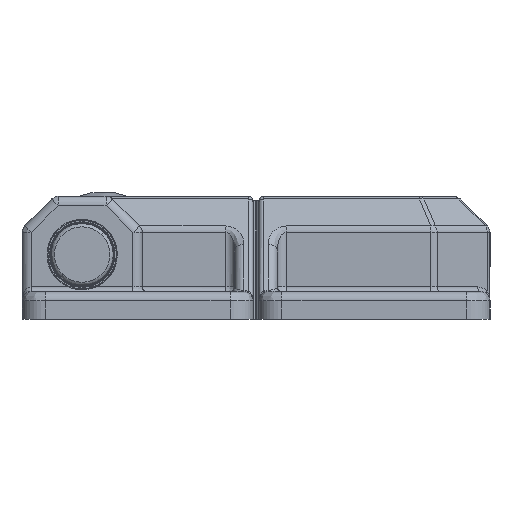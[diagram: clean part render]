
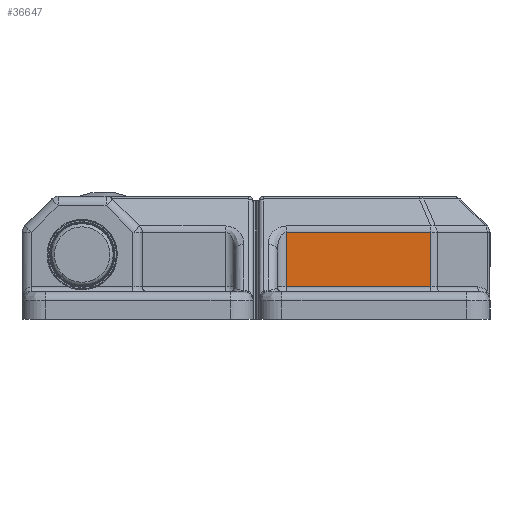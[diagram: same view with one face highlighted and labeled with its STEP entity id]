
A CAD part, left-side view. The second image highlights one B-rep face of the part: STEP entity #36647.
In plain terms, the highlighted face is planar.
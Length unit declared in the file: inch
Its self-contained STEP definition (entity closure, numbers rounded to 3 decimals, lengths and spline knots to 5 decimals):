
#718 = DIRECTION ( 'NONE',  ( 0., 1., 0. ) ) ;
#1690 = EDGE_CURVE ( 'NONE', #8429, #6628, #35832, .T. ) ;
#3568 = DIRECTION ( 'NONE',  ( 0., 0., 1. ) ) ;
#6628 = VERTEX_POINT ( 'NONE', #24770 ) ;
#7889 = DIRECTION ( 'NONE',  ( 0., 1., 0. ) ) ;
#8239 = LINE ( 'NONE', #31988, #24418 ) ;
#8429 = VERTEX_POINT ( 'NONE', #30385 ) ;
#10574 = VECTOR ( 'NONE', #7889, 39.37008 ) ;
#10796 = PLANE ( 'NONE',  #11683 ) ;
#11403 = ORIENTED_EDGE ( 'NONE', *, *, #1690, .F. ) ;
#11683 = AXIS2_PLACEMENT_3D ( 'NONE', #13727, #23926, #17362 ) ;
#12029 = EDGE_CURVE ( 'NONE', #40120, #8429, #25431, .T. ) ;
#13727 = CARTESIAN_POINT ( 'NONE',  ( 3.07087, 0.74803, 0.11811 ) ) ;
#14595 = VERTEX_POINT ( 'NONE', #34971 ) ;
#16305 = CARTESIAN_POINT ( 'NONE',  ( 3.07087, 0.11811, 0.11811 ) ) ;
#17362 = DIRECTION ( 'NONE',  ( 0., 0., 1. ) ) ;
#18657 = ORIENTED_EDGE ( 'NONE', *, *, #22203, .T. ) ;
#21483 = FACE_OUTER_BOUND ( 'NONE', #22430, .T. ) ;
#22203 = EDGE_CURVE ( 'NONE', #40120, #14595, #24672, .T. ) ;
#22222 = DIRECTION ( 'NONE',  ( 0., 0., -1. ) ) ;
#22430 = EDGE_LOOP ( 'NONE', ( #18657, #30725, #11403, #36005 ) ) ;
#23926 = DIRECTION ( 'NONE',  ( -1., 0., 0. ) ) ;
#24080 = CARTESIAN_POINT ( 'NONE',  ( 3.07087, 0.98425, 0.1378 ) ) ;
#24418 = VECTOR ( 'NONE', #22222, 39.37008 ) ;
#24672 = LINE ( 'NONE', #24080, #10574 ) ;
#24770 = CARTESIAN_POINT ( 'NONE',  ( 3.07087, 0.73172, 0.36952 ) ) ;
#25431 = LINE ( 'NONE', #16305, #42172 ) ;
#29899 = EDGE_CURVE ( 'NONE', #6628, #14595, #8239, .T. ) ;
#30385 = CARTESIAN_POINT ( 'NONE',  ( 3.07087, 0.11811, 0.36952 ) ) ;
#30725 = ORIENTED_EDGE ( 'NONE', *, *, #29899, .F. ) ;
#31988 = CARTESIAN_POINT ( 'NONE',  ( 3.07087, 0.73172, 0.11811 ) ) ;
#32810 = CARTESIAN_POINT ( 'NONE',  ( 3.07087, 0.11811, 0.1378 ) ) ;
#34971 = CARTESIAN_POINT ( 'NONE',  ( 3.07087, 0.73172, 0.1378 ) ) ;
#35832 = LINE ( 'NONE', #41516, #41049 ) ;
#36005 = ORIENTED_EDGE ( 'NONE', *, *, #12029, .F. ) ;
#36647 = ADVANCED_FACE ( 'NONE', ( #21483 ), #10796, .F. ) ;
#40120 = VERTEX_POINT ( 'NONE', #32810 ) ;
#41049 = VECTOR ( 'NONE', #718, 39.37008 ) ;
#41516 = CARTESIAN_POINT ( 'NONE',  ( 3.07087, 0.74803, 0.36952 ) ) ;
#42172 = VECTOR ( 'NONE', #3568, 39.37008 ) ;
